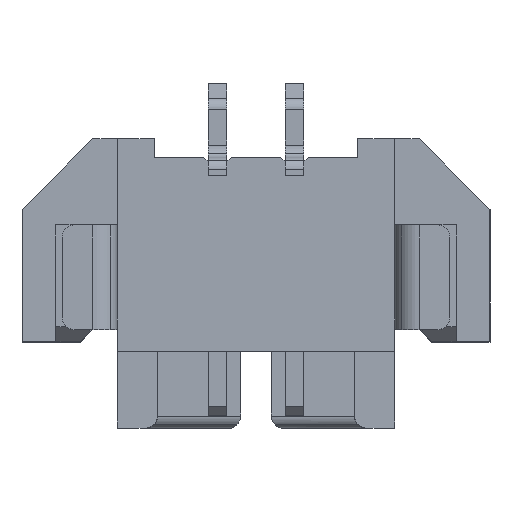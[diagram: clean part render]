
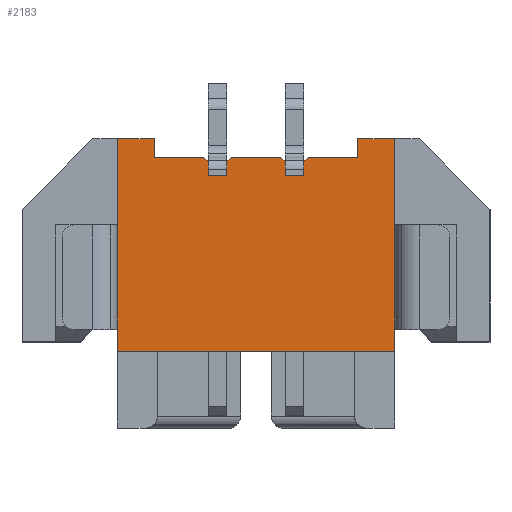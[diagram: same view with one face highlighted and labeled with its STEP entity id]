
A CAD part, top view. The second image highlights one B-rep face of the part: STEP entity #2183.
In plain terms, the highlighted planar face has unit normal (0, 0, 1).
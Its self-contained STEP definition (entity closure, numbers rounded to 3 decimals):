
#687=CARTESIAN_POINT('',(-2.25,2.2,3.5));
#688=VERTEX_POINT('',#687);
#695=CARTESIAN_POINT('',(-1.65,2.2,3.5));
#696=VERTEX_POINT('',#695);
#697=CARTESIAN_POINT('',(-2.25,2.2,3.5));
#698=DIRECTION('',(1.,-0.,-0.));
#699=VECTOR('',#698,0.6);
#700=LINE('',#697,#699);
#701=EDGE_CURVE('',#688,#696,#700,.T.);
#749=CARTESIAN_POINT('',(-2.25,-1.25,3.5));
#750=VERTEX_POINT('',#749);
#751=CARTESIAN_POINT('',(-2.25,-1.25,3.5));
#752=DIRECTION('',(0.,1.,-0.));
#753=VECTOR('',#752,3.45);
#754=LINE('',#751,#753);
#755=EDGE_CURVE('',#750,#688,#754,.T.);
#1619=CARTESIAN_POINT('',(-0.775,1.6,3.5));
#1620=VERTEX_POINT('',#1619);
#1627=CARTESIAN_POINT('',(-0.475,1.6,3.5));
#1628=VERTEX_POINT('',#1627);
#1629=CARTESIAN_POINT('',(-0.475,1.6,3.5));
#1630=DIRECTION('',(-1.,-0.,0.));
#1631=VECTOR('',#1630,0.3);
#1632=LINE('',#1629,#1631);
#1633=EDGE_CURVE('',#1628,#1620,#1632,.T.);
#1649=CARTESIAN_POINT('',(-0.775,1.825,3.5));
#1650=VERTEX_POINT('',#1649);
#1651=CARTESIAN_POINT('',(-0.85,1.9,3.5));
#1652=VERTEX_POINT('',#1651);
#1653=CARTESIAN_POINT('',(-0.775,1.825,3.5));
#1654=DIRECTION('',(-0.707,0.707,-0.));
#1655=VECTOR('',#1654,0.106);
#1656=LINE('',#1653,#1655);
#1657=EDGE_CURVE('',#1650,#1652,#1656,.T.);
#1729=CARTESIAN_POINT('',(-0.4,1.9,3.5));
#1730=VERTEX_POINT('',#1729);
#1731=CARTESIAN_POINT('',(-0.475,1.825,3.5));
#1732=VERTEX_POINT('',#1731);
#1733=CARTESIAN_POINT('',(-0.4,1.9,3.5));
#1734=DIRECTION('',(-0.707,-0.707,0.));
#1735=VECTOR('',#1734,0.106);
#1736=LINE('',#1733,#1735);
#1737=EDGE_CURVE('',#1730,#1732,#1736,.T.);
#1779=CARTESIAN_POINT('',(0.475,1.6,3.5));
#1780=VERTEX_POINT('',#1779);
#1787=CARTESIAN_POINT('',(0.775,1.6,3.5));
#1788=VERTEX_POINT('',#1787);
#1789=CARTESIAN_POINT('',(0.775,1.6,3.5));
#1790=DIRECTION('',(-1.,-0.,0.));
#1791=VECTOR('',#1790,0.3);
#1792=LINE('',#1789,#1791);
#1793=EDGE_CURVE('',#1788,#1780,#1792,.T.);
#1809=CARTESIAN_POINT('',(0.475,1.825,3.5));
#1810=VERTEX_POINT('',#1809);
#1811=CARTESIAN_POINT('',(0.4,1.9,3.5));
#1812=VERTEX_POINT('',#1811);
#1813=CARTESIAN_POINT('',(0.475,1.825,3.5));
#1814=DIRECTION('',(-0.707,0.707,-0.));
#1815=VECTOR('',#1814,0.106);
#1816=LINE('',#1813,#1815);
#1817=EDGE_CURVE('',#1810,#1812,#1816,.T.);
#1889=CARTESIAN_POINT('',(0.85,1.9,3.5));
#1890=VERTEX_POINT('',#1889);
#1891=CARTESIAN_POINT('',(0.775,1.825,3.5));
#1892=VERTEX_POINT('',#1891);
#1893=CARTESIAN_POINT('',(0.85,1.9,3.5));
#1894=DIRECTION('',(-0.707,-0.707,0.));
#1895=VECTOR('',#1894,0.106);
#1896=LINE('',#1893,#1895);
#1897=EDGE_CURVE('',#1890,#1892,#1896,.T.);
#1959=CARTESIAN_POINT('',(-0.775,1.6,3.5));
#1960=DIRECTION('',(0.,1.,-0.));
#1961=VECTOR('',#1960,0.225);
#1962=LINE('',#1959,#1961);
#1963=EDGE_CURVE('',#1620,#1650,#1962,.T.);
#2014=CARTESIAN_POINT('',(-0.475,1.825,3.5));
#2015=DIRECTION('',(-0.,-1.,0.));
#2016=VECTOR('',#2015,0.225);
#2017=LINE('',#2014,#2016);
#2018=EDGE_CURVE('',#1732,#1628,#2017,.T.);
#2037=CARTESIAN_POINT('',(1.65,1.9,3.5));
#2038=VERTEX_POINT('',#2037);
#2039=CARTESIAN_POINT('',(1.65,1.9,3.5));
#2040=DIRECTION('',(-1.,-0.,0.));
#2041=VECTOR('',#2040,0.8);
#2042=LINE('',#2039,#2041);
#2043=EDGE_CURVE('',#2038,#1890,#2042,.T.);
#2076=CARTESIAN_POINT('',(-1.65,1.9,3.5));
#2077=VERTEX_POINT('',#2076);
#2084=CARTESIAN_POINT('',(-0.85,1.9,3.5));
#2085=DIRECTION('',(-1.,-0.,0.));
#2086=VECTOR('',#2085,0.8);
#2087=LINE('',#2084,#2086);
#2088=EDGE_CURVE('',#1652,#2077,#2087,.T.);
#2099=CARTESIAN_POINT('',(0.4,1.9,3.5));
#2100=DIRECTION('',(-1.,-0.,0.));
#2101=VECTOR('',#2100,0.8);
#2102=LINE('',#2099,#2101);
#2103=EDGE_CURVE('',#1812,#1730,#2102,.T.);
#2115=CARTESIAN_POINT('',(-2.25,-2.5,3.5));
#2116=DIRECTION('',(0.,0.,1.));
#2117=DIRECTION('',(1.,0.,0.));
#2118=AXIS2_PLACEMENT_3D('',#2115,#2116,#2117);
#2119=PLANE('',#2118);
#2120=ORIENTED_EDGE('',*,*,#1737,.T.);
#2121=ORIENTED_EDGE('',*,*,#2018,.T.);
#2122=ORIENTED_EDGE('',*,*,#1633,.T.);
#2123=ORIENTED_EDGE('',*,*,#1963,.T.);
#2124=ORIENTED_EDGE('',*,*,#1657,.T.);
#2125=ORIENTED_EDGE('',*,*,#2088,.T.);
#2126=CARTESIAN_POINT('',(-1.65,1.9,3.5));
#2127=DIRECTION('',(0.,1.,-0.));
#2128=VECTOR('',#2127,0.3);
#2129=LINE('',#2126,#2128);
#2130=EDGE_CURVE('',#2077,#696,#2129,.T.);
#2131=ORIENTED_EDGE('',*,*,#2130,.T.);
#2132=ORIENTED_EDGE('',*,*,#701,.F.);
#2133=ORIENTED_EDGE('',*,*,#755,.F.);
#2134=CARTESIAN_POINT('',(2.25,-1.25,3.5));
#2135=VERTEX_POINT('',#2134);
#2136=CARTESIAN_POINT('',(-2.25,-1.25,3.5));
#2137=DIRECTION('',(1.,0.,-0.));
#2138=VECTOR('',#2137,4.5);
#2139=LINE('',#2136,#2138);
#2140=EDGE_CURVE('',#750,#2135,#2139,.T.);
#2141=ORIENTED_EDGE('',*,*,#2140,.T.);
#2142=CARTESIAN_POINT('',(2.25,2.2,3.5));
#2143=VERTEX_POINT('',#2142);
#2144=CARTESIAN_POINT('',(2.25,-1.25,3.5));
#2145=DIRECTION('',(0.,1.,-0.));
#2146=VECTOR('',#2145,3.45);
#2147=LINE('',#2144,#2146);
#2148=EDGE_CURVE('',#2135,#2143,#2147,.T.);
#2149=ORIENTED_EDGE('',*,*,#2148,.T.);
#2150=CARTESIAN_POINT('',(1.65,2.2,3.5));
#2151=VERTEX_POINT('',#2150);
#2152=CARTESIAN_POINT('',(1.65,2.2,3.5));
#2153=DIRECTION('',(1.,-0.,-0.));
#2154=VECTOR('',#2153,0.6);
#2155=LINE('',#2152,#2154);
#2156=EDGE_CURVE('',#2151,#2143,#2155,.T.);
#2157=ORIENTED_EDGE('',*,*,#2156,.F.);
#2158=CARTESIAN_POINT('',(1.65,2.2,3.5));
#2159=DIRECTION('',(-0.,-1.,0.));
#2160=VECTOR('',#2159,0.3);
#2161=LINE('',#2158,#2160);
#2162=EDGE_CURVE('',#2151,#2038,#2161,.T.);
#2163=ORIENTED_EDGE('',*,*,#2162,.T.);
#2164=ORIENTED_EDGE('',*,*,#2043,.T.);
#2165=ORIENTED_EDGE('',*,*,#1897,.T.);
#2166=CARTESIAN_POINT('',(0.775,1.825,3.5));
#2167=DIRECTION('',(-0.,-1.,0.));
#2168=VECTOR('',#2167,0.225);
#2169=LINE('',#2166,#2168);
#2170=EDGE_CURVE('',#1892,#1788,#2169,.T.);
#2171=ORIENTED_EDGE('',*,*,#2170,.T.);
#2172=ORIENTED_EDGE('',*,*,#1793,.T.);
#2173=CARTESIAN_POINT('',(0.475,1.6,3.5));
#2174=DIRECTION('',(0.,1.,-0.));
#2175=VECTOR('',#2174,0.225);
#2176=LINE('',#2173,#2175);
#2177=EDGE_CURVE('',#1780,#1810,#2176,.T.);
#2178=ORIENTED_EDGE('',*,*,#2177,.T.);
#2179=ORIENTED_EDGE('',*,*,#1817,.T.);
#2180=ORIENTED_EDGE('',*,*,#2103,.T.);
#2181=EDGE_LOOP('',(#2120,#2121,#2122,#2123,#2124,#2125,#2131,#2132,#2133,#2141,#2149,#2157,#2163,#2164,#2165,#2171,#2172,#2178,#2179,#2180));
#2182=FACE_BOUND('',#2181,.T.);
#2183=ADVANCED_FACE('',(#2182),#2119,.T.);
